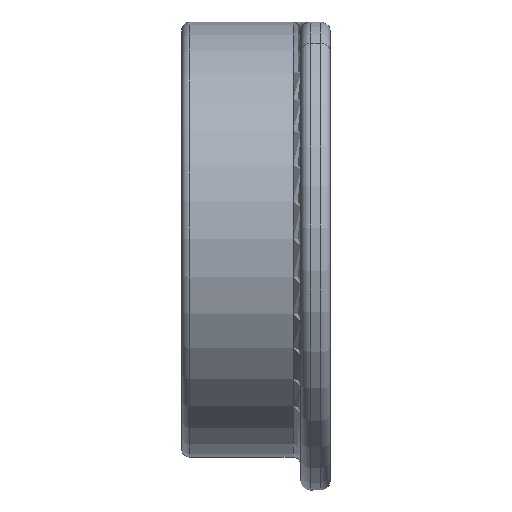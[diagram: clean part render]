
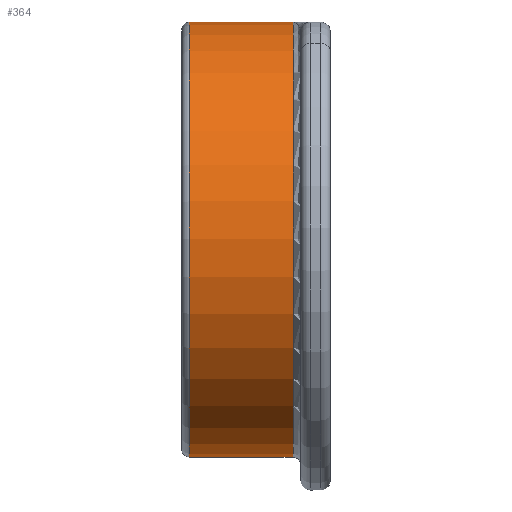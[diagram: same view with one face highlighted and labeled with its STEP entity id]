
A CAD part, top view. The second image highlights one B-rep face of the part: STEP entity #364.
In plain terms, the highlighted cylindrical face has radius 22.275 mm (diameter 44.55 mm), a full revolution.
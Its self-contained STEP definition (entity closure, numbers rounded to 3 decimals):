
#18=FACE_BOUND('',#121,.T.);
#67=CYLINDRICAL_SURFACE('',#425,22.275);
#90=FACE_OUTER_BOUND('',#120,.T.);
#120=EDGE_LOOP('',(#328));
#121=EDGE_LOOP('',(#329));
#152=CIRCLE('',#401,22.275);
#165=CIRCLE('',#424,22.275);
#173=VERTEX_POINT('',#609);
#195=VERTEX_POINT('',#757);
#226=EDGE_CURVE('',#173,#173,#152,.T.);
#242=EDGE_CURVE('',#195,#195,#165,.T.);
#328=ORIENTED_EDGE('',*,*,#226,.F.);
#329=ORIENTED_EDGE('',*,*,#242,.T.);
#364=ADVANCED_FACE('',(#90,#18),#67,.T.);
#401=AXIS2_PLACEMENT_3D('',#723,#490,#491);
#424=AXIS2_PLACEMENT_3D('',#758,#539,#540);
#425=AXIS2_PLACEMENT_3D('',#759,#541,#542);
#490=DIRECTION('center_axis',(1.,0.,0.));
#491=DIRECTION('ref_axis',(0.,0.,-1.));
#539=DIRECTION('center_axis',(1.,0.,0.));
#540=DIRECTION('ref_axis',(0.,0.,-1.));
#541=DIRECTION('center_axis',(1.,0.,0.));
#542=DIRECTION('ref_axis',(0.,1.,0.));
#609=CARTESIAN_POINT('',(-3.82,22.275,0.));
#723=CARTESIAN_POINT('Origin',(-3.82,0.,0.));
#757=CARTESIAN_POINT('',(-14.43,22.275,0.));
#758=CARTESIAN_POINT('Origin',(-14.43,0.,0.));
#759=CARTESIAN_POINT('Origin',(-9.125,0.,0.));
